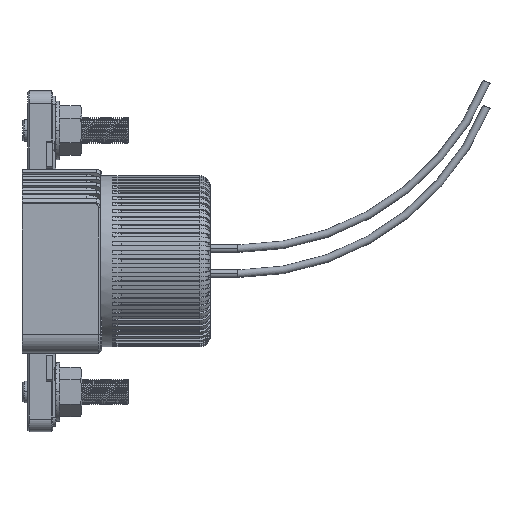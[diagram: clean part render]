
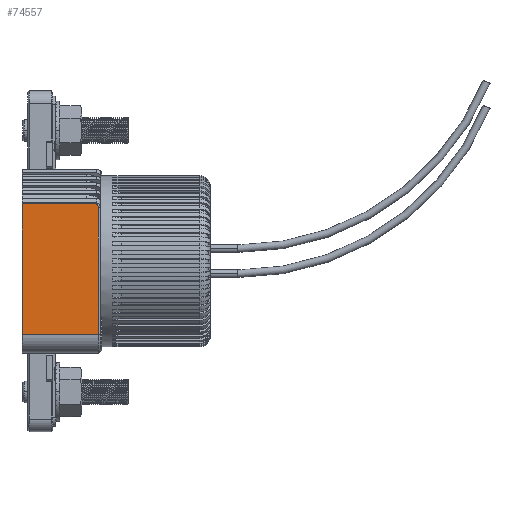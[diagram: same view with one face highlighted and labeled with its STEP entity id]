
A CAD part, left-side view. The second image highlights one B-rep face of the part: STEP entity #74557.
In plain terms, the highlighted planar face has unit normal (-1, 0, 0).
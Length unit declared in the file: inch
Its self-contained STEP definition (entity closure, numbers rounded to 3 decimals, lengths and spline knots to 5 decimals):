
#1270 = CARTESIAN_POINT ( 'NONE',  ( -1.1, 1.34242, 0.65893 ) ) ;
#7251 = EDGE_CURVE ( 'NONE', #49622, #117946, #35986, .T. ) ;
#10492 = CARTESIAN_POINT ( 'NONE',  ( -1.1, 1.34421, 0.66466 ) ) ;
#19726 = CARTESIAN_POINT ( 'NONE',  ( -1.1, 1.34469, 0.66598 ) ) ;
#26169 = CARTESIAN_POINT ( 'NONE',  ( -1.1, 1.34, -0.875 ) ) ;
#26753 = ORIENTED_EDGE ( 'NONE', *, *, #118179, .T. ) ;
#28946 = CARTESIAN_POINT ( 'NONE',  ( -1.1, 1.34481, 0.66631 ) ) ;
#31708 = DIRECTION ( 'NONE',  ( 0., -1., 0. ) ) ;
#35986 = LINE ( 'NONE', #95341, #84633 ) ;
#36417 = CARTESIAN_POINT ( 'NONE',  ( -1.1, 1.4, 0.68557 ) ) ;
#36875 = AXIS2_PLACEMENT_3D ( 'NONE', #53437, #117515, #62641 ) ;
#38170 = CARTESIAN_POINT ( 'NONE',  ( -1.1, 1.35637, 0.68524 ) ) ;
#40212 = B_SPLINE_CURVE_WITH_KNOTS ( 'NONE', 3,
 ( #46988, #110980, #56167, #1270, #65357, #10492, #74540, #19726, #83703, #28946, #92938, #38170, #102198 ),
 .UNSPECIFIED., .F., .F.,
 ( 4, 1, 1, 1, 1, 1, 2, 2, 4 ),
 ( 0., 0.25, 0.375, 0.4375, 0.46875, 0.48437, 0.49219, 0.5, 1. ),
 .UNSPECIFIED. ) ;
#41922 = EDGE_CURVE ( 'NONE', #117946, #88849, #40212, .T. ) ;
#44658 = LINE ( 'NONE', #45033, #93297 ) ;
#45033 = CARTESIAN_POINT ( 'NONE',  ( -1.1, 2.254, -0.875 ) ) ;
#45898 = LINE ( 'NONE', #68513, #116088 ) ;
#46804 = FACE_OUTER_BOUND ( 'NONE', #54733, .T. ) ;
#46988 = CARTESIAN_POINT ( 'NONE',  ( -1.1, 1.34, 0.63787 ) ) ;
#47076 = VECTOR ( 'NONE', #55200, 39.37008 ) ;
#49622 = VERTEX_POINT ( 'NONE', #26169 ) ;
#51990 = EDGE_CURVE ( 'NONE', #114853, #59167, #44658, .T. ) ;
#52796 = CARTESIAN_POINT ( 'NONE',  ( -1.1, 1.365, 0.68557 ) ) ;
#53437 = CARTESIAN_POINT ( 'NONE',  ( -1.1, 1.4, -0.875 ) ) ;
#54733 = EDGE_LOOP ( 'NONE', ( #80964, #26753, #86260, #77050, #93799 ) ) ;
#55200 = DIRECTION ( 'NONE',  ( 0., 1., 0. ) ) ;
#56167 = CARTESIAN_POINT ( 'NONE',  ( -1.1, 1.34064, 0.65084 ) ) ;
#59167 = VERTEX_POINT ( 'NONE', #101544 ) ;
#61851 = PLANE ( 'NONE',  #36875 ) ;
#62641 = DIRECTION ( 'NONE',  ( 0., 0., -1. ) ) ;
#65357 = CARTESIAN_POINT ( 'NONE',  ( -1.1, 1.34357, 0.66278 ) ) ;
#68513 = CARTESIAN_POINT ( 'NONE',  ( -1.1, 1.4, -0.875 ) ) ;
#74540 = CARTESIAN_POINT ( 'NONE',  ( -1.1, 1.34454, 0.66558 ) ) ;
#74557 = ADVANCED_FACE ( 'NONE', ( #46804 ), #61851, .F. ) ;
#76911 = DIRECTION ( 'NONE',  ( 0., 0., 1. ) ) ;
#77050 = ORIENTED_EDGE ( 'NONE', *, *, #110070, .T. ) ;
#80964 = ORIENTED_EDGE ( 'NONE', *, *, #41922, .T. ) ;
#80991 = DIRECTION ( 'NONE',  ( 0., 0., 1. ) ) ;
#83703 = CARTESIAN_POINT ( 'NONE',  ( -1.1, 1.34479, 0.66624 ) ) ;
#84633 = VECTOR ( 'NONE', #76911, 39.37008 ) ;
#86260 = ORIENTED_EDGE ( 'NONE', *, *, #51990, .F. ) ;
#88849 = VERTEX_POINT ( 'NONE', #52796 ) ;
#92938 = CARTESIAN_POINT ( 'NONE',  ( -1.1, 1.34967, 0.67889 ) ) ;
#93297 = VECTOR ( 'NONE', #80991, 39.37008 ) ;
#93799 = ORIENTED_EDGE ( 'NONE', *, *, #7251, .T. ) ;
#95341 = CARTESIAN_POINT ( 'NONE',  ( -1.1, 1.34, -0.875 ) ) ;
#95728 = LINE ( 'NONE', #36417, #47076 ) ;
#100890 = CARTESIAN_POINT ( 'NONE',  ( -1.1, 2.254, -0.875 ) ) ;
#101544 = CARTESIAN_POINT ( 'NONE',  ( -1.1, 2.254, 0.68557 ) ) ;
#102198 = CARTESIAN_POINT ( 'NONE',  ( -1.1, 1.365, 0.68557 ) ) ;
#106124 = CARTESIAN_POINT ( 'NONE',  ( -1.1, 1.34, 0.63787 ) ) ;
#110070 = EDGE_CURVE ( 'NONE', #114853, #49622, #45898, .T. ) ;
#110980 = CARTESIAN_POINT ( 'NONE',  ( -1.1, 1.34002, 0.64324 ) ) ;
#114853 = VERTEX_POINT ( 'NONE', #100890 ) ;
#116088 = VECTOR ( 'NONE', #31708, 39.37008 ) ;
#117515 = DIRECTION ( 'NONE',  ( 1., 0., 0. ) ) ;
#117946 = VERTEX_POINT ( 'NONE', #106124 ) ;
#118179 = EDGE_CURVE ( 'NONE', #88849, #59167, #95728, .T. ) ;
